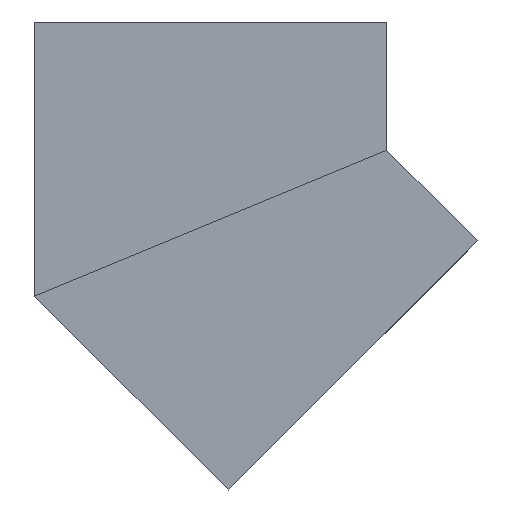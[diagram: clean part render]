
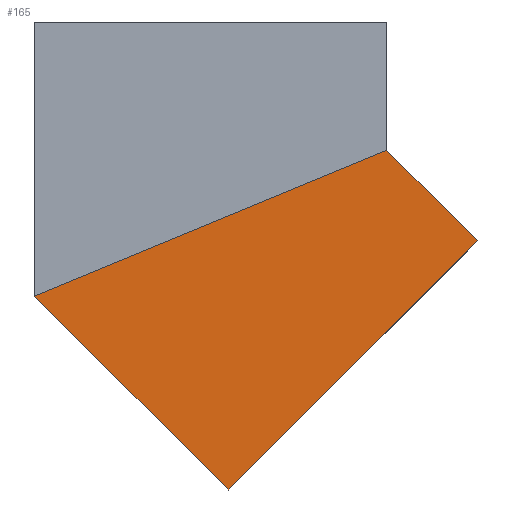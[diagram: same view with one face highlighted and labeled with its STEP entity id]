
A CAD part, front view. The second image highlights one B-rep face of the part: STEP entity #165.
In plain terms, the highlighted planar face has unit normal (0, -1, 0).
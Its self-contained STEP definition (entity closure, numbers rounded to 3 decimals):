
#110 = ORIENTED_EDGE ( 'NONE', *, *, #4360, .T. ) ;
#165 = ADVANCED_FACE ( 'NONE', ( #4387 ), #3565, .F. ) ;
#185 = ORIENTED_EDGE ( 'NONE', *, *, #1624, .T. ) ;
#418 = VECTOR ( 'NONE', #1883, 1000. ) ;
#502 = VERTEX_POINT ( 'NONE', #5485 ) ;
#741 = CARTESIAN_POINT ( 'NONE',  ( 92.163, 0., -31.703 ) ) ;
#826 = CARTESIAN_POINT ( 'NONE',  ( 22.417, 0., -591.283 ) ) ;
#838 = VECTOR ( 'NONE', #4323, 1000. ) ;
#898 = VECTOR ( 'NONE', #2162, 1000. ) ;
#943 = LINE ( 'NONE', #3693, #418 ) ;
#1011 = VERTEX_POINT ( 'NONE', #2519 ) ;
#1449 = EDGE_CURVE ( 'NONE', #1011, #502, #3458, .T. ) ;
#1624 = EDGE_CURVE ( 'NONE', #2146, #502, #2424, .T. ) ;
#1720 = VECTOR ( 'NONE', #5805, 1000. ) ;
#1883 = DIRECTION ( 'NONE',  ( -0.924, 0., -0.383 ) ) ;
#2135 = CARTESIAN_POINT ( 'NONE',  ( -222.5, 0., -346.366 ) ) ;
#2146 = VERTEX_POINT ( 'NONE', #826 ) ;
#2162 = DIRECTION ( 'NONE',  ( 0.707, 0., -0.707 ) ) ;
#2424 = LINE ( 'NONE', #3765, #838 ) ;
#2499 = CARTESIAN_POINT ( 'NONE',  ( -222.5, 0., -346.366 ) ) ;
#2519 = CARTESIAN_POINT ( 'NONE',  ( 222.5, 0., -162.04 ) ) ;
#3253 = ORIENTED_EDGE ( 'NONE', *, *, #4406, .T. ) ;
#3458 = LINE ( 'NONE', #3930, #1720 ) ;
#3482 = DIRECTION ( 'NONE',  ( 0., 1., 0. ) ) ;
#3565 = PLANE ( 'NONE',  #4006 ) ;
#3693 = CARTESIAN_POINT ( 'NONE',  ( 279.79, 0., -138.31 ) ) ;
#3765 = CARTESIAN_POINT ( 'NONE',  ( 337.08, 0., -276.62 ) ) ;
#3930 = CARTESIAN_POINT ( 'NONE',  ( 92.163, 0., -31.703 ) ) ;
#4006 = AXIS2_PLACEMENT_3D ( 'NONE', #741, #3482, #5312 ) ;
#4171 = EDGE_LOOP ( 'NONE', ( #3253, #110, #185, #5468 ) ) ;
#4323 = DIRECTION ( 'NONE',  ( 0.707, 0., 0.707 ) ) ;
#4360 = EDGE_CURVE ( 'NONE', #5602, #2146, #5873, .T. ) ;
#4387 = FACE_OUTER_BOUND ( 'NONE', #4171, .T. ) ;
#4406 = EDGE_CURVE ( 'NONE', #1011, #5602, #943, .T. ) ;
#5312 = DIRECTION ( 'NONE',  ( 0., 0., 1. ) ) ;
#5468 = ORIENTED_EDGE ( 'NONE', *, *, #1449, .F. ) ;
#5485 = CARTESIAN_POINT ( 'NONE',  ( 337.08, 0., -276.62 ) ) ;
#5602 = VERTEX_POINT ( 'NONE', #2499 ) ;
#5805 = DIRECTION ( 'NONE',  ( 0.707, 0., -0.707 ) ) ;
#5873 = LINE ( 'NONE', #2135, #898 ) ;
